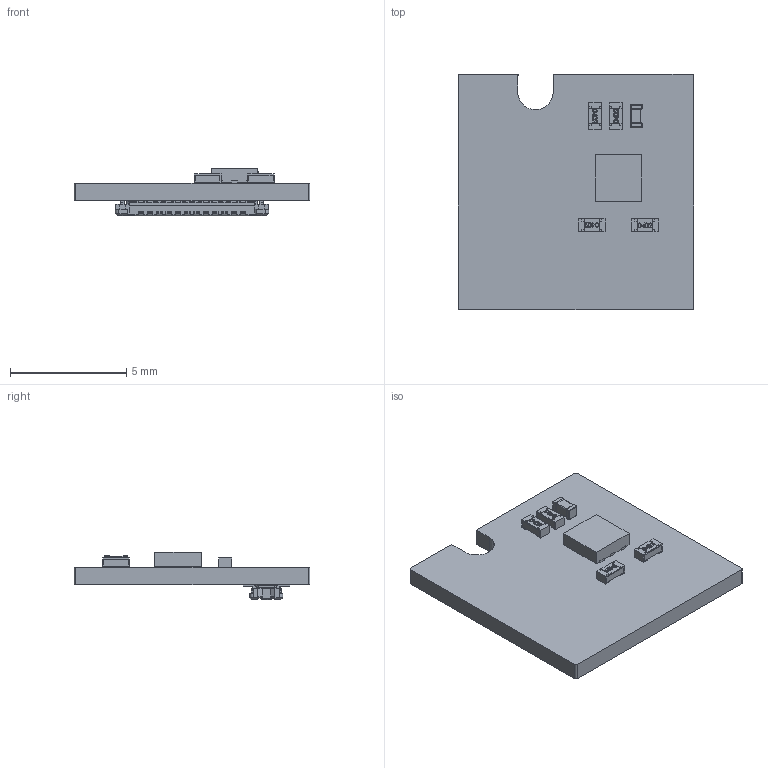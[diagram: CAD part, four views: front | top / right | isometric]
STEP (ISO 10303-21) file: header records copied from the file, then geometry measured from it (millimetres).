
FILE_DESCRIPTION(('Open CASCADE Model'),'2;1');
FILE_NAME('Open CASCADE Shape Model','2020-06-01T18:13:09',('Author'),( 'Open CASCADE'),'Open CASCADE STEP processor 6.8','Open CASCADE 6.8' ,'Unknown');
FILE_SCHEMA(('AUTOMOTIVE_DESIGN { 1 0 10303 214 1 1 1 1 }'));
Length unit declared in the file: millimetre
Products named in the file (15): PCB; Board; Open CASCADE STEP translator 6.8 2.1.1; Open CASCADE STEP translator 6.8 2.1.1.1; C9; C0402; R17; RES_1005-0402; R18; R19; R20; U5; USON6_2x2; J6; axe624124
Assembly tree (17 placements, depth 4):
  PCB
    Board
      Open CASCADE STEP translator 6.8 2.1.1
        Open CASCADE STEP translator 6.8 2.1.1.1
    C9
      C0402
    R17
      RES_1005-0402
    R18
      RES_1005-0402
    R19
      RES_1005-0402
    R20
      RES_1005-0402
    U5
      USON6_2x2
    J6
      axe624124
Bounding box: 10.15 x 10.15 x 2.05 mm (x, y, z)
Volume: 82.3 mm3; surface area: 310.9 mm2
Topology: 28 solids, 29 shells, 1114 faces, 2939 edges, 1908 vertices
Faces by surface type: plane 849, cylinder 123, bspline 116, sphere 18, cone 4, torus 4
Entity records: 29454 total; most frequent: CARTESIAN_POINT 7246, ORIENTED_EDGE 4504, DIRECTION 4066, EDGE_CURVE 2252, LINE 1834, VECTOR 1834, VERTEX_POINT 1458, AXIS2_PLACEMENT_3D 1116
